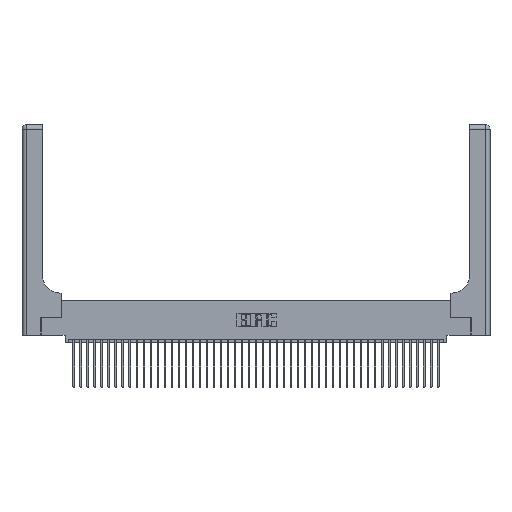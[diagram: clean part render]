
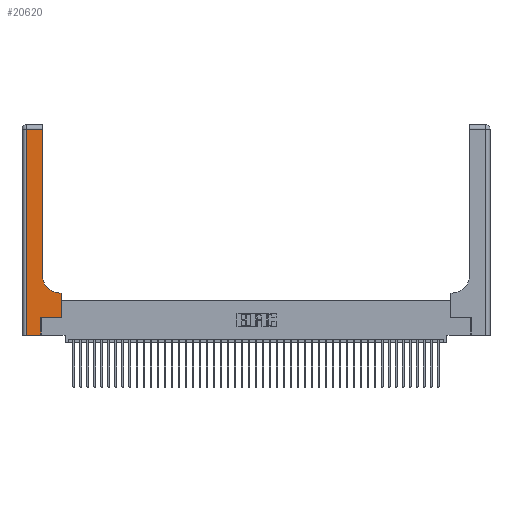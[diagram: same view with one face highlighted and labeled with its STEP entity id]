
A CAD part, top view. The second image highlights one B-rep face of the part: STEP entity #20620.
In plain terms, the highlighted planar face has unit normal (0, 0, 1).
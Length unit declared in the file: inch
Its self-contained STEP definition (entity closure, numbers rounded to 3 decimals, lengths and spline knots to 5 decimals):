
#350 = PLANE ( 'NONE',  #31292 ) ;
#1193 = VECTOR ( 'NONE', #8208, 39.37008 ) ;
#3032 = EDGE_CURVE ( 'NONE', #3336, #37602, #11644, .T. ) ;
#3043 = ORIENTED_EDGE ( 'NONE', *, *, #11255, .T. ) ;
#3336 = VERTEX_POINT ( 'NONE', #9044 ) ;
#3874 = DIRECTION ( 'NONE',  ( -1., 0., 0. ) ) ;
#4103 = ORIENTED_EDGE ( 'NONE', *, *, #3032, .T. ) ;
#4439 = CARTESIAN_POINT ( 'NONE',  ( 0.2915, 0.85, 0.37 ) ) ;
#5603 = EDGE_CURVE ( 'NONE', #12014, #13210, #22004, .T. ) ;
#6196 = ORIENTED_EDGE ( 'NONE', *, *, #5603, .T. ) ;
#6700 = CARTESIAN_POINT ( 'NONE',  ( 0.5415, 0.85, 0.37 ) ) ;
#6779 = ORIENTED_EDGE ( 'NONE', *, *, #7163, .T. ) ;
#7099 = CARTESIAN_POINT ( 'NONE',  ( 0.5585, 0.25, 0.37 ) ) ;
#7163 = EDGE_CURVE ( 'NONE', #13210, #11630, #14230, .T. ) ;
#7642 = CARTESIAN_POINT ( 'NONE',  ( 0.269, 0.25, 0.37 ) ) ;
#8208 = DIRECTION ( 'NONE',  ( -1., 0., 0. ) ) ;
#8240 = AXIS2_PLACEMENT_3D ( 'NONE', #6700, #31225, #10233 ) ;
#8853 = EDGE_CURVE ( 'NONE', #11739, #27337, #45358, .T. ) ;
#9044 = CARTESIAN_POINT ( 'NONE',  ( 0.2915, 2.94, 0.37 ) ) ;
#10101 = CARTESIAN_POINT ( 'NONE',  ( 0.5585, 0.6, 0.37 ) ) ;
#10233 = DIRECTION ( 'NONE',  ( 1., 0., 0. ) ) ;
#10673 = VECTOR ( 'NONE', #36653, 39.37008 ) ;
#10699 = CARTESIAN_POINT ( 'NONE',  ( 0.2915, 0.6, 0.37 ) ) ;
#11255 = EDGE_CURVE ( 'NONE', #29339, #37159, #15560, .T. ) ;
#11630 = VERTEX_POINT ( 'NONE', #4439 ) ;
#11644 = LINE ( 'NONE', #32738, #1193 ) ;
#11675 = DIRECTION ( 'NONE',  ( 0., 1., 0. ) ) ;
#11739 = VERTEX_POINT ( 'NONE', #19142 ) ;
#12014 = VERTEX_POINT ( 'NONE', #10101 ) ;
#12891 = EDGE_CURVE ( 'NONE', #27337, #29339, #44614, .T. ) ;
#13210 = VERTEX_POINT ( 'NONE', #19174 ) ;
#13783 = VECTOR ( 'NONE', #11675, 39.37008 ) ;
#14017 = ORIENTED_EDGE ( 'NONE', *, *, #8853, .T. ) ;
#14230 = CIRCLE ( 'NONE', #8240, 0.25 ) ;
#14315 = DIRECTION ( 'NONE',  ( 0., 0., -1. ) ) ;
#15179 = FACE_OUTER_BOUND ( 'NONE', #20046, .T. ) ;
#15560 = LINE ( 'NONE', #19954, #43548 ) ;
#16606 = VECTOR ( 'NONE', #35169, 39.37008 ) ;
#18448 = ORIENTED_EDGE ( 'NONE', *, *, #39871, .T. ) ;
#19142 = CARTESIAN_POINT ( 'NONE',  ( 0.06, 0., 0.37 ) ) ;
#19174 = CARTESIAN_POINT ( 'NONE',  ( 0.5415, 0.6, 0.37 ) ) ;
#19465 = ORIENTED_EDGE ( 'NONE', *, *, #44236, .T. ) ;
#19954 = CARTESIAN_POINT ( 'NONE',  ( 0.269, 0.25, 0.37 ) ) ;
#20046 = EDGE_LOOP ( 'NONE', ( #19465, #4103, #24985, #14017, #23313, #3043, #18448, #6196, #6779 ) ) ;
#20610 = CARTESIAN_POINT ( 'NONE',  ( 0.06, 2.94, 0.37 ) ) ;
#20620 = ADVANCED_FACE ( 'NONE', ( #15179 ), #350, .F. ) ;
#22004 = LINE ( 'NONE', #10699, #30290 ) ;
#23313 = ORIENTED_EDGE ( 'NONE', *, *, #12891, .T. ) ;
#24985 = ORIENTED_EDGE ( 'NONE', *, *, #32139, .T. ) ;
#26072 = CARTESIAN_POINT ( 'NONE',  ( 0.06, 3., 0.37 ) ) ;
#26478 = DIRECTION ( 'NONE',  ( 1., 0., 0. ) ) ;
#27337 = VERTEX_POINT ( 'NONE', #30781 ) ;
#28103 = CARTESIAN_POINT ( 'NONE',  ( 0.269, 0., 0.37 ) ) ;
#29339 = VERTEX_POINT ( 'NONE', #7642 ) ;
#30290 = VECTOR ( 'NONE', #31835, 39.37008 ) ;
#30781 = CARTESIAN_POINT ( 'NONE',  ( 0.269, 0., 0.37 ) ) ;
#31225 = DIRECTION ( 'NONE',  ( 0., 0., -1. ) ) ;
#31292 = AXIS2_PLACEMENT_3D ( 'NONE', #42397, #14315, #3874 ) ;
#31835 = DIRECTION ( 'NONE',  ( -1., 0., 0. ) ) ;
#32139 = EDGE_CURVE ( 'NONE', #37602, #11739, #37550, .T. ) ;
#32738 = CARTESIAN_POINT ( 'NONE',  ( 0., 2.94, 0.37 ) ) ;
#33414 = CARTESIAN_POINT ( 'NONE',  ( 0., 0., 0.37 ) ) ;
#34403 = VECTOR ( 'NONE', #38674, 39.37008 ) ;
#35169 = DIRECTION ( 'NONE',  ( 0., 1., 0. ) ) ;
#36024 = VECTOR ( 'NONE', #26478, 39.37008 ) ;
#36653 = DIRECTION ( 'NONE',  ( 0., -1., 0. ) ) ;
#37159 = VERTEX_POINT ( 'NONE', #39517 ) ;
#37550 = LINE ( 'NONE', #26072, #10673 ) ;
#37602 = VERTEX_POINT ( 'NONE', #20610 ) ;
#38674 = DIRECTION ( 'NONE',  ( 0., 1., 0. ) ) ;
#39517 = CARTESIAN_POINT ( 'NONE',  ( 0.5585, 0.25, 0.37 ) ) ;
#39568 = CARTESIAN_POINT ( 'NONE',  ( 0.2915, 3., 0.37 ) ) ;
#39871 = EDGE_CURVE ( 'NONE', #37159, #12014, #43724, .T. ) ;
#41774 = LINE ( 'NONE', #39568, #13783 ) ;
#42397 = CARTESIAN_POINT ( 'NONE',  ( 0., 3., 0.37 ) ) ;
#43548 = VECTOR ( 'NONE', #44512, 39.37008 ) ;
#43724 = LINE ( 'NONE', #7099, #34403 ) ;
#44236 = EDGE_CURVE ( 'NONE', #11630, #3336, #41774, .T. ) ;
#44512 = DIRECTION ( 'NONE',  ( 1., 0., 0. ) ) ;
#44614 = LINE ( 'NONE', #28103, #16606 ) ;
#45358 = LINE ( 'NONE', #33414, #36024 ) ;
